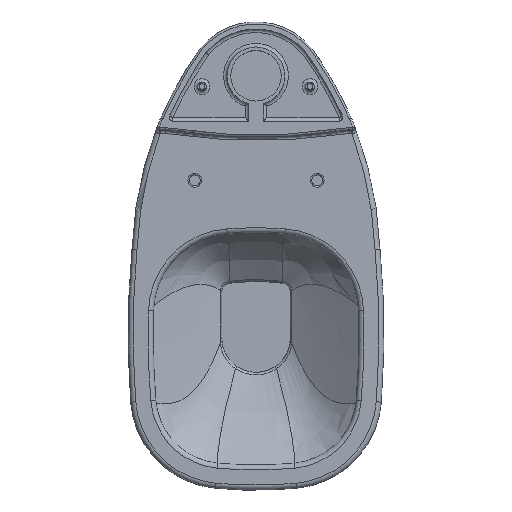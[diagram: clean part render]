
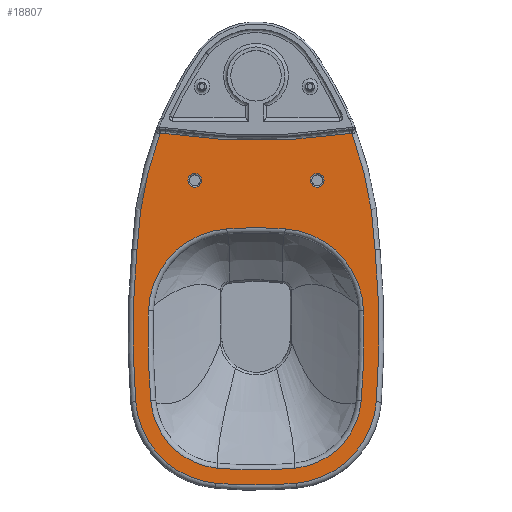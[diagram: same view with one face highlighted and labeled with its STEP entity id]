
A CAD part, top view. The second image highlights one B-rep face of the part: STEP entity #18807.
In plain terms, the highlighted planar face has unit normal (0, 0, 1).
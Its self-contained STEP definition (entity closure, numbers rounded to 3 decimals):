
#9623=CARTESIAN_POINT('',(-80.295,133.082,7.));
#9624=VERTEX_POINT('',#9623);
#9632=CARTESIAN_POINT('',(-80.295,126.315,7.));
#9633=VERTEX_POINT('',#9632);
#9634=CARTESIAN_POINT('',(-80.295,133.082,7.));
#9635=DIRECTION('',(0.0,-1.0,0.0));
#9636=VECTOR('',#9635,6.767);
#9637=LINE('',#9634,#9636);
#9638=EDGE_CURVE('',#9624,#9633,#9637,.T.);
#9705=CARTESIAN_POINT('',(-80.295,-129.381,7.));
#9706=VERTEX_POINT('',#9705);
#9707=CARTESIAN_POINT('',(731.839,-1.533,7.));
#9708=DIRECTION('',(0.0,0.0,1.0));
#9709=DIRECTION('',(-1.0,0.0,0.0));
#9710=AXIS2_PLACEMENT_3D('',#9707,#9708,#9709);
#9711=CIRCLE('',#9710,822.135);
#9712=EDGE_CURVE('',#9633,#9706,#9711,.T.);
#9775=CARTESIAN_POINT('',(-80.295,-133.082,7.));
#9776=VERTEX_POINT('',#9775);
#11186=CARTESIAN_POINT('',(-80.295,-129.381,7.));
#11187=DIRECTION('',(0.0,-1.0,0.0));
#11188=VECTOR('',#11187,3.702);
#11189=LINE('',#11186,#11188);
#11190=EDGE_CURVE('',#9706,#9776,#11189,.T.);
#13236=CARTESIAN_POINT('',(-241.536,-165.164,7.));
#13237=VERTEX_POINT('',#13236);
#13238=CARTESIAN_POINT('',(-263.001,363.947,7.));
#13239=DIRECTION('',(0.0,0.0,-1.));
#13240=DIRECTION('',(0.198,-0.98,0.0));
#13241=AXIS2_PLACEMENT_3D('',#13238,#13239,#13240);
#13242=CIRCLE('',#13241,529.547);
#13243=EDGE_CURVE('',#9776,#13237,#13242,.T.);
#18372=CARTESIAN_POINT('',(-326.44,149.185,7.));
#18373=VERTEX_POINT('',#18372);
#18392=CARTESIAN_POINT('',(-212.705,40.452,7.));
#18393=VERTEX_POINT('',#18392);
#18401=CARTESIAN_POINT('',(-329.415,32.223,7.));
#18402=DIRECTION('',(0.0,0.0,1.));
#18403=DIRECTION('',(0.691,0.723,0.0));
#18404=AXIS2_PLACEMENT_3D('',#18401,#18402,#18403);
#18405=CIRCLE('',#18404,117.);
#18406=EDGE_CURVE('',#18393,#18373,#18405,.T.);
#18416=CARTESIAN_POINT('',(-450.995,146.013,7.));
#18417=VERTEX_POINT('',#18416);
#18435=CARTESIAN_POINT('',(-357.581,-1075.19,7.));
#18436=DIRECTION('',(0.0,0.0,1.));
#18437=DIRECTION('',(-0.025,1.,0.0));
#18438=AXIS2_PLACEMENT_3D('',#18435,#18436,#18437);
#18439=CIRCLE('',#18438,1224.771);
#18440=EDGE_CURVE('',#18373,#18417,#18439,.T.);
#18452=CARTESIAN_POINT('',(-212.705,-40.452,7.));
#18453=VERTEX_POINT('',#18452);
#18461=CARTESIAN_POINT('',(-786.405,0.,7.));
#18462=DIRECTION('',(0.0,0.0,1.0));
#18463=DIRECTION('',(1.0,0.0,0.0));
#18464=AXIS2_PLACEMENT_3D('',#18461,#18462,#18463);
#18465=CIRCLE('',#18464,575.125);
#18466=EDGE_CURVE('',#18453,#18393,#18465,.T.);
#18484=CARTESIAN_POINT('',(-544.767,53.863,7.));
#18485=VERTEX_POINT('',#18484);
#18503=CARTESIAN_POINT('',(-443.215,44.31,7.));
#18504=DIRECTION('',(0.0,0.0,1.));
#18505=DIRECTION('',(-0.701,0.713,0.0));
#18506=AXIS2_PLACEMENT_3D('',#18503,#18504,#18505);
#18507=CIRCLE('',#18506,102.);
#18508=EDGE_CURVE('',#18417,#18485,#18507,.T.);
#18520=CARTESIAN_POINT('',(-326.44,-149.185,7.));
#18521=VERTEX_POINT('',#18520);
#18529=CARTESIAN_POINT('',(-329.415,-32.223,7.));
#18530=DIRECTION('',(0.0,0.0,1.0));
#18531=DIRECTION('',(0.691,-0.723,0.0));
#18532=AXIS2_PLACEMENT_3D('',#18529,#18530,#18531);
#18533=CIRCLE('',#18532,117.);
#18534=EDGE_CURVE('',#18521,#18453,#18533,.T.);
#18552=CARTESIAN_POINT('',(-544.767,-53.863,7.));
#18553=VERTEX_POINT('',#18552);
#18571=CARTESIAN_POINT('',(27.83,0.,7.));
#18572=DIRECTION('',(0.0,0.0,1.0));
#18573=DIRECTION('',(-1.0,0.0,0.0));
#18574=AXIS2_PLACEMENT_3D('',#18571,#18572,#18573);
#18575=CIRCLE('',#18574,575.125);
#18576=EDGE_CURVE('',#18485,#18553,#18575,.T.);
#18588=CARTESIAN_POINT('',(-450.995,-146.013,7.));
#18589=VERTEX_POINT('',#18588);
#18597=CARTESIAN_POINT('',(-357.581,1075.19,7.));
#18598=DIRECTION('',(0.0,0.0,1.0));
#18599=DIRECTION('',(-0.025,-1.,0.0));
#18600=AXIS2_PLACEMENT_3D('',#18597,#18598,#18599);
#18601=CIRCLE('',#18600,1224.771);
#18602=EDGE_CURVE('',#18589,#18521,#18601,.T.);
#18621=CARTESIAN_POINT('',(-443.215,-44.31,7.));
#18622=DIRECTION('',(0.0,0.0,1.));
#18623=DIRECTION('',(-0.701,-0.713,0.0));
#18624=AXIS2_PLACEMENT_3D('',#18621,#18622,#18623);
#18625=CIRCLE('',#18624,102.);
#18626=EDGE_CURVE('',#18553,#18589,#18625,.T.);
#18712=CARTESIAN_POINT('',(-269.101,0.02,7.));
#18713=DIRECTION('',(0.0,0.0,1.0));
#18714=DIRECTION('',(1.0,0.0,0.0));
#18715=AXIS2_PLACEMENT_3D('',#18712,#18713,#18714);
#18716=PLANE('',#18715);
#18717=ORIENTED_EDGE('',*,*,#9638,.F.);
#18718=CARTESIAN_POINT('',(-241.536,165.164,7.));
#18719=VERTEX_POINT('',#18718);
#18720=CARTESIAN_POINT('',(-263.001,-363.947,7.));
#18721=DIRECTION('',(0.0,0.0,-1.));
#18722=DIRECTION('',(0.198,0.98,0.0));
#18723=AXIS2_PLACEMENT_3D('',#18720,#18721,#18722);
#18724=CIRCLE('',#18723,529.547);
#18725=EDGE_CURVE('',#18719,#9624,#18724,.T.);
#18726=ORIENTED_EDGE('',*,*,#18725,.F.);
#18727=CARTESIAN_POINT('',(-452.597,166.952,7.));
#18728=VERTEX_POINT('',#18727);
#18729=CARTESIAN_POINT('',(-357.581,-1075.19,7.));
#18730=DIRECTION('',(0.0,0.0,-1.0));
#18731=DIRECTION('',(0.008,1.,0.0));
#18732=AXIS2_PLACEMENT_3D('',#18729,#18730,#18731);
#18733=CIRCLE('',#18732,1245.771);
#18734=EDGE_CURVE('',#18728,#18719,#18733,.T.);
#18735=ORIENTED_EDGE('',*,*,#18734,.F.);
#18736=CARTESIAN_POINT('',(-565.675,55.83,7.));
#18737=VERTEX_POINT('',#18736);
#18738=CARTESIAN_POINT('',(-443.215,44.31,7.));
#18739=DIRECTION('',(0.0,0.0,-1.0));
#18740=DIRECTION('',(-0.701,0.713,0.0));
#18741=AXIS2_PLACEMENT_3D('',#18738,#18739,#18740);
#18742=CIRCLE('',#18741,123.);
#18743=EDGE_CURVE('',#18737,#18728,#18742,.T.);
#18744=ORIENTED_EDGE('',*,*,#18743,.F.);
#18745=CARTESIAN_POINT('',(-565.675,-55.83,7.));
#18746=VERTEX_POINT('',#18745);
#18747=CARTESIAN_POINT('',(27.83,0.,7.));
#18748=DIRECTION('',(0.0,0.0,-1.0));
#18749=DIRECTION('',(-1.0,0.0,0.0));
#18750=AXIS2_PLACEMENT_3D('',#18747,#18748,#18749);
#18751=CIRCLE('',#18750,596.125);
#18752=EDGE_CURVE('',#18746,#18737,#18751,.T.);
#18753=ORIENTED_EDGE('',*,*,#18752,.F.);
#18754=CARTESIAN_POINT('',(-452.597,-166.952,7.));
#18755=VERTEX_POINT('',#18754);
#18756=CARTESIAN_POINT('',(-443.215,-44.31,7.));
#18757=DIRECTION('',(0.0,0.0,-1.));
#18758=DIRECTION('',(-0.701,-0.713,0.0));
#18759=AXIS2_PLACEMENT_3D('',#18756,#18757,#18758);
#18760=CIRCLE('',#18759,123.0);
#18761=EDGE_CURVE('',#18755,#18746,#18760,.T.);
#18762=ORIENTED_EDGE('',*,*,#18761,.F.);
#18763=CARTESIAN_POINT('',(-357.581,1075.19,7.));
#18764=DIRECTION('',(0.0,0.0,-1.0));
#18765=DIRECTION('',(0.008,-1.,0.0));
#18766=AXIS2_PLACEMENT_3D('',#18763,#18764,#18765);
#18767=CIRCLE('',#18766,1245.771);
#18768=EDGE_CURVE('',#13237,#18755,#18767,.T.);
#18769=ORIENTED_EDGE('',*,*,#18768,.F.);
#18770=ORIENTED_EDGE('',*,*,#13243,.F.);
#18771=ORIENTED_EDGE('',*,*,#11190,.F.);
#18772=ORIENTED_EDGE('',*,*,#9712,.F.);
#18773=EDGE_LOOP('',(#18717,#18726,#18735,#18744,#18753,#18762,#18769,#18770,#18771,#18772));
#18774=FACE_OUTER_BOUND('',#18773,.T.);
#18775=CARTESIAN_POINT('',(-135.795,85.,7.));
#18776=VERTEX_POINT('',#18775);
#18777=CARTESIAN_POINT('',(-145.295,85.,7.));
#18778=DIRECTION('',(0.0,0.0,1.0));
#18779=DIRECTION('',(-1.0,0.0,0.0));
#18780=AXIS2_PLACEMENT_3D('',#18777,#18778,#18779);
#18781=CIRCLE('',#18780,9.5);
#18782=EDGE_CURVE('',#18776,#18776,#18781,.T.);
#18783=ORIENTED_EDGE('',*,*,#18782,.F.);
#18784=EDGE_LOOP('',(#18783));
#18785=FACE_BOUND('',#18784,.T.);
#18786=CARTESIAN_POINT('',(-135.795,-85.,7.));
#18787=VERTEX_POINT('',#18786);
#18788=CARTESIAN_POINT('',(-145.295,-85.,7.));
#18789=DIRECTION('',(0.0,0.0,1.0));
#18790=DIRECTION('',(-1.0,0.0,0.0));
#18791=AXIS2_PLACEMENT_3D('',#18788,#18789,#18790);
#18792=CIRCLE('',#18791,9.5);
#18793=EDGE_CURVE('',#18787,#18787,#18792,.T.);
#18794=ORIENTED_EDGE('',*,*,#18793,.F.);
#18795=EDGE_LOOP('',(#18794));
#18796=FACE_BOUND('',#18795,.T.);
#18797=ORIENTED_EDGE('',*,*,#18406,.F.);
#18798=ORIENTED_EDGE('',*,*,#18466,.F.);
#18799=ORIENTED_EDGE('',*,*,#18534,.F.);
#18800=ORIENTED_EDGE('',*,*,#18602,.F.);
#18801=ORIENTED_EDGE('',*,*,#18626,.F.);
#18802=ORIENTED_EDGE('',*,*,#18576,.F.);
#18803=ORIENTED_EDGE('',*,*,#18508,.F.);
#18804=ORIENTED_EDGE('',*,*,#18440,.F.);
#18805=EDGE_LOOP('',(#18797,#18798,#18799,#18800,#18801,#18802,#18803,#18804));
#18806=FACE_BOUND('',#18805,.T.);
#18807=ADVANCED_FACE('',(#18774,#18785,#18796,#18806),#18716,.T.);
